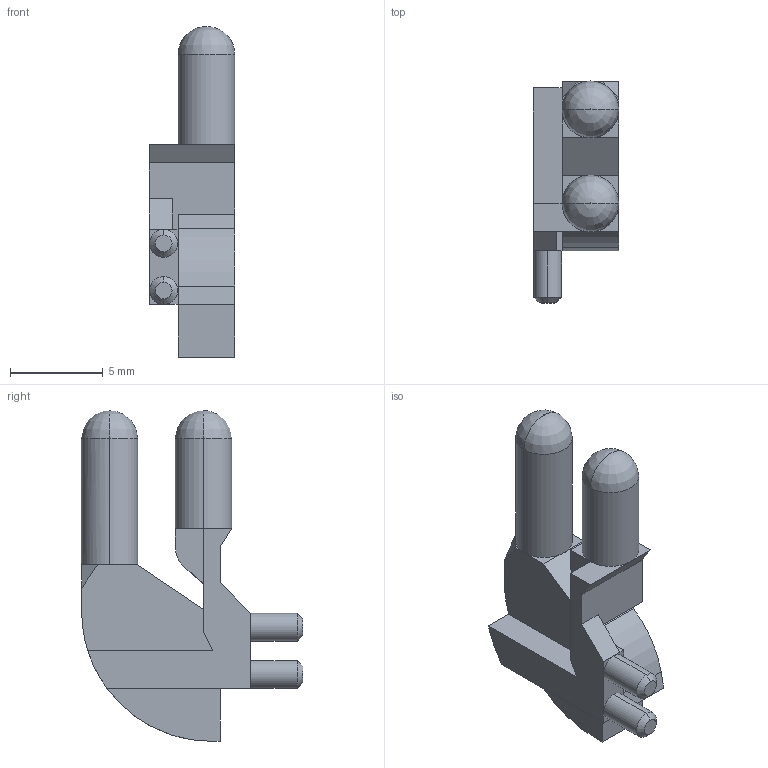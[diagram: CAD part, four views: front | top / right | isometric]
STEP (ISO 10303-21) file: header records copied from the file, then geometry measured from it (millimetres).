
FILE_DESCRIPTION(('FreeCAD Model'),'2;1');
FILE_NAME('Open CASCADE Shape Model','2023-01-10T09:08:43',( 'kicad StepUp'),('ksu MCAD'),'Open CASCADE STEP processor 7.6', 'FreeCAD','Unknown');
FILE_SCHEMA(('AP242_MANAGED_MODEL_BASED_3D_ENGINEERING_MIM_LF. {1 0 10303 442 1 1 4 }'));
Length unit declared in the file: millimetre
Products named in the file (1): 515-1114F
Bounding box: 4.6 x 11.93 x 17.8 mm (x, y, z)
Volume: 346.7 mm3; surface area: 472 mm2
Topology: 1 solids, 1 shells, 61 faces, 144 edges, 85 vertices
Faces by surface type: plane 42, cylinder 11, revolution 4, cone 4
Entity records: 1790 total; most frequent: CARTESIAN_POINT 333, DIRECTION 308, ORIENTED_EDGE 288, EDGE_CURVE 144, AXIS2_PLACEMENT_3D 102, LINE 100, VECTOR 100, VERTEX_POINT 87
